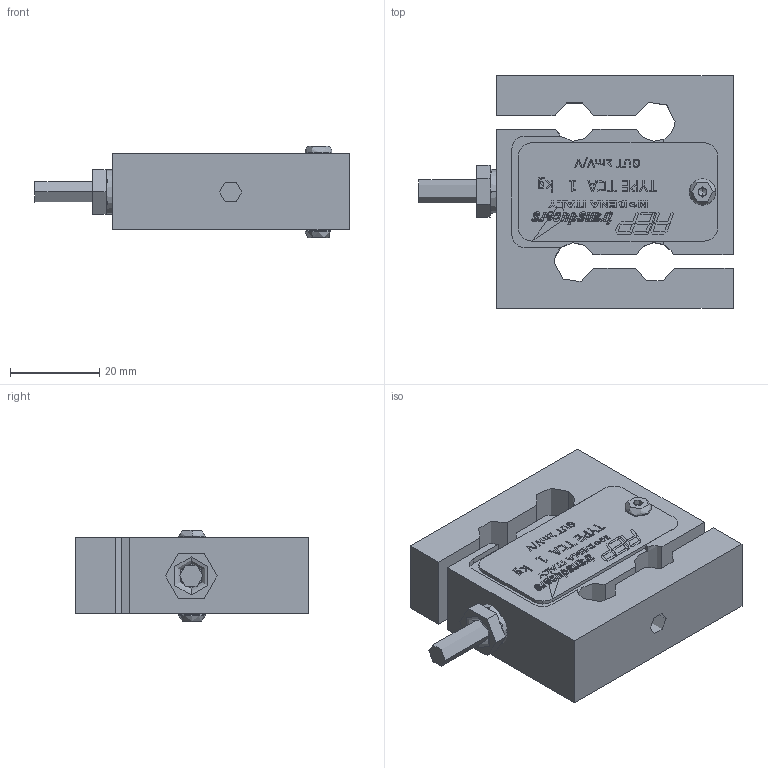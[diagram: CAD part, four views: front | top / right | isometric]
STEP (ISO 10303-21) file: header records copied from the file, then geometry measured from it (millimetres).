
FILE_DESCRIPTION(('STEP AP242'),'1');
FILE_NAME('TCA from 10kg.stp','2022-01-21T09:54:12',(' '),(' '),'Spatial InterOp 3D',' ',' ');
FILE_SCHEMA(('AP242_MANAGED_MODEL_BASED_3D_ENGINEERING_MIM_LF {1 0 10303 442 1 1 4}'));
Length unit declared in the file: metre
Products named in the file (9): Complessivo; Cover; Cover2; Closing exagon; Cable Ø5.2; TCA from 10kg; vite M3 L=62; Body; vite M3 L=6
Assembly tree (8 placements, depth 3):
  TCA from 10kg
    Complessivo
      Cover
      Cover2
      Closing exagon
      Cable Ø5.2
    vite M3 L=62
    Body
    vite M3 L=6
Bounding box: 70.28 x 52 x 20.41 mm (x, y, z)
Volume: 39345.1 mm3
Topology: 7 solids, 17 shells, 929 faces, 2458 edges, 1636 vertices
Faces by surface type: plane 671, extrusion 148, cylinder 90, cone 8, bspline 6, torus 5, sphere 1
Full cylindrical faces by diameter (mm): 2 x1, 3 x1, 6 x1
Entity records: 32512 total; most frequent: CARTESIAN_POINT 9667, ORIENTED_EDGE 4894, DIRECTION 4033, EDGE_CURVE 2453, VECTOR 2019, LINE 1871, VERTEX_POINT 1634, EDGE_LOOP 1036
